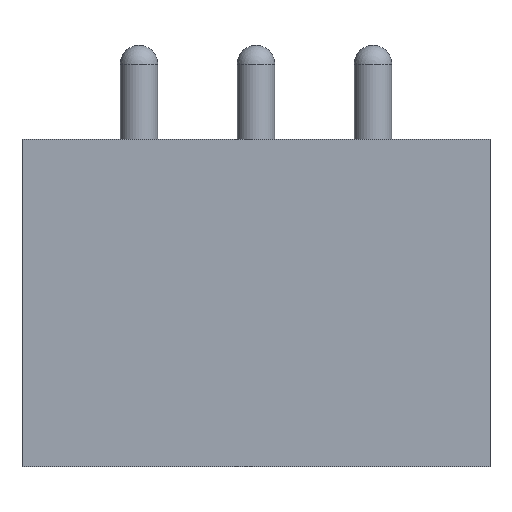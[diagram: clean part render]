
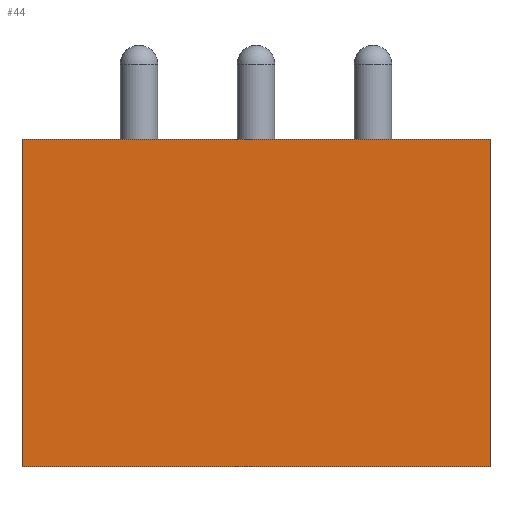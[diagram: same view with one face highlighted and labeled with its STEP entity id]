
A CAD part, front view. The second image highlights one B-rep face of the part: STEP entity #44.
In plain terms, the highlighted planar face has unit normal (0, -1, 0).
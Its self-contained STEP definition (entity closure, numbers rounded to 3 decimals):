
#44 = ADVANCED_FACE ( 'NONE', ( #830 ), #1481, .F. ) ;
#113 = EDGE_CURVE ( 'NONE', #330, #381, #934, .T. ) ;
#123 = EDGE_CURVE ( 'NONE', #380, #381, #939, .T. ) ;
#128 = EDGE_CURVE ( 'NONE', #338, #380, #943, .T. ) ;
#135 = EDGE_CURVE ( 'NONE', #338, #330, #950, .T. ) ;
#330 = VERTEX_POINT ( 'NONE', #1048 ) ;
#338 = VERTEX_POINT ( 'NONE', #1050 ) ;
#380 = VERTEX_POINT ( 'NONE', #1033 ) ;
#381 = VERTEX_POINT ( 'NONE', #1031 ) ;
#451 = EDGE_LOOP ( 'NONE', ( #538, #539, #537, #540 ) ) ;
#537 = ORIENTED_EDGE ( 'NONE', *, *, #135, .F. ) ;
#538 = ORIENTED_EDGE ( 'NONE', *, *, #123, .T. ) ;
#539 = ORIENTED_EDGE ( 'NONE', *, *, #113, .F. ) ;
#540 = ORIENTED_EDGE ( 'NONE', *, *, #128, .T. ) ;
#739 = AXIS2_PLACEMENT_3D ( 'NONE', #1479, #1469, #1471 ) ;
#830 = FACE_OUTER_BOUND ( 'NONE', #451, .T. ) ;
#934 = LINE ( 'NONE', #1212, #1618 ) ;
#939 = LINE ( 'NONE', #1186, #1632 ) ;
#943 = LINE ( 'NONE', #1169, #1768 ) ;
#950 = LINE ( 'NONE', #1162, #1676 ) ;
#1031 = CARTESIAN_POINT ( 'NONE',  ( 10., 0., 0. ) ) ;
#1033 = CARTESIAN_POINT ( 'NONE',  ( 0., 0., 0. ) ) ;
#1048 = CARTESIAN_POINT ( 'NONE',  ( 10., 0., 7. ) ) ;
#1050 = CARTESIAN_POINT ( 'NONE',  ( 0., 0., 7. ) ) ;
#1161 = DIRECTION ( 'NONE',  ( 1., 0., 0. ) ) ;
#1162 = CARTESIAN_POINT ( 'NONE',  ( 0., 0., 7. ) ) ;
#1169 = CARTESIAN_POINT ( 'NONE',  ( 0., 0., 7. ) ) ;
#1170 = DIRECTION ( 'NONE',  ( 0., 0., -1. ) ) ;
#1185 = DIRECTION ( 'NONE',  ( 1., 0., 0. ) ) ;
#1186 = CARTESIAN_POINT ( 'NONE',  ( 0., 0., 0. ) ) ;
#1211 = DIRECTION ( 'NONE',  ( 0., 0., -1. ) ) ;
#1212 = CARTESIAN_POINT ( 'NONE',  ( 10., 0., 7. ) ) ;
#1469 = DIRECTION ( 'NONE',  ( 0., 1., 0. ) ) ;
#1471 = DIRECTION ( 'NONE',  ( 0., 0., 1. ) ) ;
#1479 = CARTESIAN_POINT ( 'NONE',  ( 0., 0., 7. ) ) ;
#1481 = PLANE ( 'NONE',  #739 ) ;
#1618 = VECTOR ( 'NONE', #1211, 1000. ) ;
#1632 = VECTOR ( 'NONE', #1185, 1000. ) ;
#1676 = VECTOR ( 'NONE', #1161, 1000. ) ;
#1768 = VECTOR ( 'NONE', #1170, 1000. ) ;
